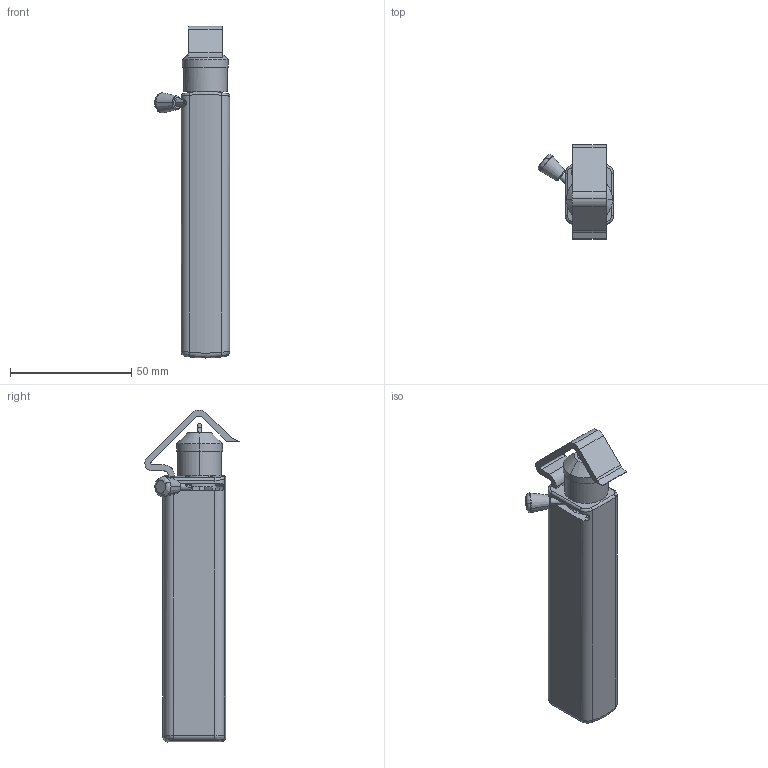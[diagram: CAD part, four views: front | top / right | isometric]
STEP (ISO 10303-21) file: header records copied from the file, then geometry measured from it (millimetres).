
FILE_DESCRIPTION(('CATIA V5 STEP Exchange','CAx-IF Rec.Pracs.--- Model Styling and Organization---1.5--- 2016-08-15','CAx-IF Rec.Pracs.---Supplemental Geometry---1.0---2011-11-01','CAx-IF Rec.Pracs.--- Composite Materials ---1.1---2010-07-15'),'2;1');
FILE_NAME ('D1464447_0', '2025-09-19T07:40:02+00:00', ('none'), ('Weidmueller'), 'CATIA Version 5-6 Release 2024 SP4', 'CATIA V5 STEP AP214 v3', 'none');
FILE_SCHEMA(('AUTOMOTIVE_DESIGN { 1 0 10303 214 1 1 1 1 }'));
Length unit declared in the file: millimetre
Products named in the file (1): v5-standard_part
Bounding box: 31.09 x 38.99 x 137.16 mm (x, y, z)
Volume: 53959.9 mm3; surface area: 25150.9 mm2
Topology: 1 solids, 5 shells, 313 faces, 866 edges, 574 vertices
Faces by surface type: plane 128, cylinder 115, bspline 39, cone 27, torus 4
Entity records: 11711 total; most frequent: CARTESIAN_POINT 4847, ORIENTED_EDGE 1724, DIRECTION 914, EDGE_CURVE 862, VERTEX_POINT 574, AXIS2_PLACEMENT_3D 384, VECTOR 359, LINE 359
